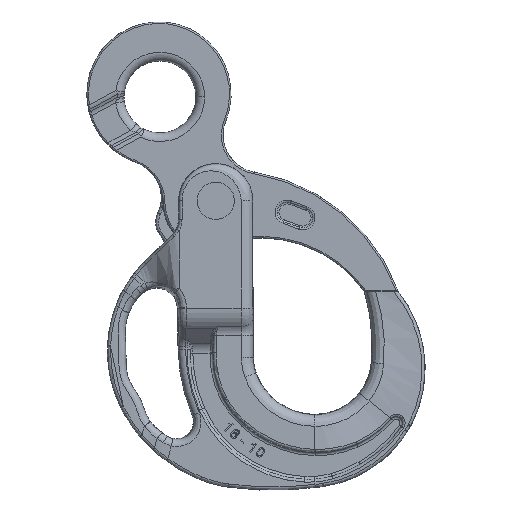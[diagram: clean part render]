
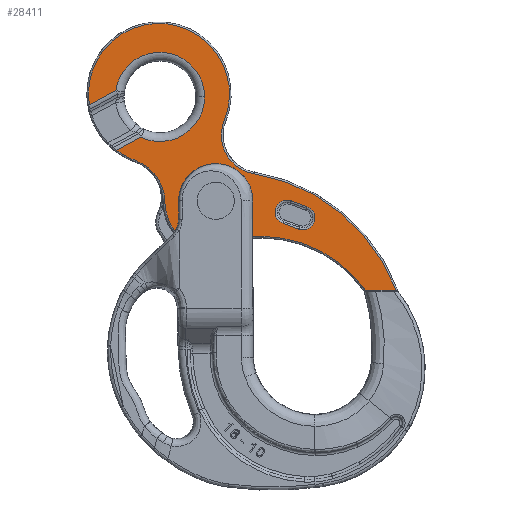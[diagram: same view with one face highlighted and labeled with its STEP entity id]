
A CAD part, left-side view. The second image highlights one B-rep face of the part: STEP entity #28411.
In plain terms, the highlighted planar face has unit normal (-1, 0, 0).
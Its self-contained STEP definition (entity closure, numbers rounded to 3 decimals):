
#24383=CARTESIAN_POINT('Vertex',(-10.25,-126.368,-62.86)) ;
#24386=CARTESIAN_POINT('Line Origine',(-10.25,-19.09,-62.86)) ;
#24390=CARTESIAN_POINT('Vertex',(-10.25,-105.122,-62.86)) ;
#27872=CARTESIAN_POINT('Axis2P3D Location',(-10.25,-31.404,-115.461)) ;
#27876=CARTESIAN_POINT('Vertex',(-10.25,-33.043,-24.915)) ;
#28237=CARTESIAN_POINT('Axis2P3D Location',(-10.25,0.,0.)) ;
#28243=CARTESIAN_POINT('Control Point',(-10.25,-126.33,-62.744)) ;
#28244=CARTESIAN_POINT('Control Point',(-10.25,-126.338,-62.767)) ;
#28245=CARTESIAN_POINT('Control Point',(-10.25,-126.347,-62.79)) ;
#28246=CARTESIAN_POINT('Control Point',(-10.25,-126.354,-62.813)) ;
#28247=CARTESIAN_POINT('Control Point',(-10.25,-126.361,-62.836)) ;
#28248=CARTESIAN_POINT('Control Point',(-10.25,-126.368,-62.86)) ;
#28249=CARTESIAN_POINT('Vertex',(-10.25,-126.33,-62.744)) ;
#28252=CARTESIAN_POINT('Axis2P3D Location',(-10.25,-5.663,-108.221)) ;
#28256=CARTESIAN_POINT('Vertex',(-10.25,-26.656,19.01)) ;
#28259=CARTESIAN_POINT('Axis2P3D Location',(-10.25,-31.078,45.81)) ;
#28263=CARTESIAN_POINT('Vertex',(-10.25,-5.937,56.09)) ;
#28266=CARTESIAN_POINT('Axis2P3D Location',(-10.25,39.799,74.792)) ;
#28270=CARTESIAN_POINT('Vertex',(-10.25,88.617,67.16)) ;
#28273=CARTESIAN_POINT('Line Origine',(-10.25,79.326,72.154)) ;
#28277=CARTESIAN_POINT('Vertex',(-10.25,70.035,77.147)) ;
#28280=CARTESIAN_POINT('Axis2P3D Location',(-10.25,39.097,72.742)) ;
#28284=CARTESIAN_POINT('Vertex',(-10.25,7.847,72.742)) ;
#28287=CARTESIAN_POINT('Axis2P3D Location',(-10.25,39.097,72.742)) ;
#28291=CARTESIAN_POINT('Vertex',(-10.25,52.492,44.508)) ;
#28294=CARTESIAN_POINT('Line Origine',(-10.25,61.02,39.924)) ;
#28298=CARTESIAN_POINT('Vertex',(-10.25,69.549,35.341)) ;
#28301=CARTESIAN_POINT('Axis2P3D Location',(-10.25,39.799,74.792)) ;
#28305=CARTESIAN_POINT('Vertex',(-10.25,56.382,28.246)) ;
#28308=CARTESIAN_POINT('Axis2P3D Location',(-10.25,66.84,-1.108)) ;
#28312=CARTESIAN_POINT('Vertex',(-10.25,35.683,-0.591)) ;
#28315=CARTESIAN_POINT('Axis2P3D Location',(-10.25,0.,0.)) ;
#28319=CARTESIAN_POINT('Vertex',(-10.25,10.074,-34.237)) ;
#28322=CARTESIAN_POINT('Axis2P3D Location',(-10.25,6.168,-20.961)) ;
#28326=CARTESIAN_POINT('Vertex',(-10.25,-0.21,-33.242)) ;
#28329=CARTESIAN_POINT('Axis2P3D Location',(-10.25,-38.303,-106.588)) ;
#28333=CARTESIAN_POINT('Vertex',(-10.25,-13.814,-27.652)) ;
#28336=CARTESIAN_POINT('Axis2P3D Location',(-10.25,-31.936,-86.067)) ;
#28359=CARTESIAN_POINT('Line Origine',(-10.25,-58.371,-2.106)) ;
#28363=CARTESIAN_POINT('Vertex',(-10.25,-52.873,-0.105)) ;
#28365=CARTESIAN_POINT('Vertex',(-10.25,-63.868,-4.107)) ;
#28368=CARTESIAN_POINT('Axis2P3D Location',(-10.25,-60.994,-12.002)) ;
#28372=CARTESIAN_POINT('Vertex',(-10.25,-58.121,-19.896)) ;
#28375=CARTESIAN_POINT('Line Origine',(-10.25,-52.624,-17.895)) ;
#28379=CARTESIAN_POINT('Vertex',(-10.25,-47.127,-15.895)) ;
#28382=CARTESIAN_POINT('Axis2P3D Location',(-10.25,-50.,-8.)) ;
#28393=CARTESIAN_POINT('Axis2P3D Location',(-10.25,0.,0.)) ;
#28397=CARTESIAN_POINT('Vertex',(-10.25,-25.285,0.)) ;
#28399=CARTESIAN_POINT('Vertex',(-10.25,25.285,0.)) ;
#28402=CARTESIAN_POINT('Axis2P3D Location',(-10.25,0.,0.)) ;
#24387=DIRECTION('Vector Direction',(0.,1.,0.)) ;
#27873=DIRECTION('Axis2P3D Direction',(1.,0.,-0.)) ;
#28238=DIRECTION('Axis2P3D Direction',(1.,0.,0.)) ;
#28239=DIRECTION('Axis2P3D XDirection',(0.,1.,0.)) ;
#28253=DIRECTION('Axis2P3D Direction',(1.,0.,0.)) ;
#28260=DIRECTION('Axis2P3D Direction',(1.,0.,0.)) ;
#28267=DIRECTION('Axis2P3D Direction',(1.,0.,0.)) ;
#28274=DIRECTION('Vector Direction',(0.,-0.881,0.473)) ;
#28281=DIRECTION('Axis2P3D Direction',(1.,0.,0.)) ;
#28288=DIRECTION('Axis2P3D Direction',(1.,0.,0.)) ;
#28295=DIRECTION('Vector Direction',(0.,0.881,-0.473)) ;
#28302=DIRECTION('Axis2P3D Direction',(1.,0.,0.)) ;
#28309=DIRECTION('Axis2P3D Direction',(1.,0.,0.)) ;
#28316=DIRECTION('Axis2P3D Direction',(1.,0.,0.)) ;
#28323=DIRECTION('Axis2P3D Direction',(1.,0.,0.)) ;
#28330=DIRECTION('Axis2P3D Direction',(1.,0.,0.)) ;
#28337=DIRECTION('Axis2P3D Direction',(1.,0.,0.)) ;
#28360=DIRECTION('Vector Direction',(0.,0.94,0.342)) ;
#28369=DIRECTION('Axis2P3D Direction',(1.,0.,0.)) ;
#28376=DIRECTION('Vector Direction',(0.,-0.94,-0.342)) ;
#28383=DIRECTION('Axis2P3D Direction',(1.,0.,0.)) ;
#28394=DIRECTION('Axis2P3D Direction',(1.,0.,0.)) ;
#28403=DIRECTION('Axis2P3D Direction',(1.,0.,0.)) ;
#27874=AXIS2_PLACEMENT_3D('Circle Axis2P3D',#27872,#27873,$) ;
#28240=AXIS2_PLACEMENT_3D('Plane Axis2P3D',#28237,#28238,#28239) ;
#28254=AXIS2_PLACEMENT_3D('Circle Axis2P3D',#28252,#28253,$) ;
#28261=AXIS2_PLACEMENT_3D('Circle Axis2P3D',#28259,#28260,$) ;
#28268=AXIS2_PLACEMENT_3D('Circle Axis2P3D',#28266,#28267,$) ;
#28282=AXIS2_PLACEMENT_3D('Circle Axis2P3D',#28280,#28281,$) ;
#28289=AXIS2_PLACEMENT_3D('Circle Axis2P3D',#28287,#28288,$) ;
#28303=AXIS2_PLACEMENT_3D('Circle Axis2P3D',#28301,#28302,$) ;
#28310=AXIS2_PLACEMENT_3D('Circle Axis2P3D',#28308,#28309,$) ;
#28317=AXIS2_PLACEMENT_3D('Circle Axis2P3D',#28315,#28316,$) ;
#28324=AXIS2_PLACEMENT_3D('Circle Axis2P3D',#28322,#28323,$) ;
#28331=AXIS2_PLACEMENT_3D('Circle Axis2P3D',#28329,#28330,$) ;
#28338=AXIS2_PLACEMENT_3D('Circle Axis2P3D',#28336,#28337,$) ;
#28370=AXIS2_PLACEMENT_3D('Circle Axis2P3D',#28368,#28369,$) ;
#28384=AXIS2_PLACEMENT_3D('Circle Axis2P3D',#28382,#28383,$) ;
#28395=AXIS2_PLACEMENT_3D('Circle Axis2P3D',#28393,#28394,$) ;
#28404=AXIS2_PLACEMENT_3D('Circle Axis2P3D',#28402,#28403,$) ;
#28342=ORIENTED_EDGE('',*,*,#24392,.F.) ;
#28343=ORIENTED_EDGE('',*,*,#28251,.F.) ;
#28344=ORIENTED_EDGE('',*,*,#28258,.F.) ;
#28345=ORIENTED_EDGE('',*,*,#28265,.F.) ;
#28346=ORIENTED_EDGE('',*,*,#28272,.F.) ;
#28347=ORIENTED_EDGE('',*,*,#28279,.F.) ;
#28348=ORIENTED_EDGE('',*,*,#28286,.F.) ;
#28349=ORIENTED_EDGE('',*,*,#28293,.F.) ;
#28350=ORIENTED_EDGE('',*,*,#28300,.T.) ;
#28351=ORIENTED_EDGE('',*,*,#28307,.F.) ;
#28352=ORIENTED_EDGE('',*,*,#28314,.F.) ;
#28353=ORIENTED_EDGE('',*,*,#28321,.F.) ;
#28354=ORIENTED_EDGE('',*,*,#28328,.F.) ;
#28355=ORIENTED_EDGE('',*,*,#28335,.F.) ;
#28356=ORIENTED_EDGE('',*,*,#28340,.F.) ;
#28357=ORIENTED_EDGE('',*,*,#27878,.F.) ;
#28388=ORIENTED_EDGE('',*,*,#28367,.T.) ;
#28389=ORIENTED_EDGE('',*,*,#28374,.T.) ;
#28390=ORIENTED_EDGE('',*,*,#28381,.T.) ;
#28391=ORIENTED_EDGE('',*,*,#28386,.T.) ;
#28408=ORIENTED_EDGE('',*,*,#28401,.T.) ;
#28409=ORIENTED_EDGE('',*,*,#28406,.T.) ;
#28392=FACE_BOUND('',#28387,.T.) ;
#28410=FACE_BOUND('',#28407,.T.) ;
#24388=VECTOR('Line Direction',#24387,1.) ;
#28275=VECTOR('Line Direction',#28274,1.) ;
#28296=VECTOR('Line Direction',#28295,1.) ;
#28361=VECTOR('Line Direction',#28360,1.) ;
#28377=VECTOR('Line Direction',#28376,1.) ;
#28411=ADVANCED_FACE('\X2\52A05DE55716\X0\',(#28358,#28392,#28410),#28241,.F.) ;
#28242=B_SPLINE_CURVE_WITH_KNOTS('',5,(#28243,#28244,#28245,#28246,#28247,#28248),.UNSPECIFIED.,.F.,.U.,(6,6),(5.896,6.058),.UNSPECIFIED.) ;
#27875=CIRCLE('generated circle',#27874,90.561) ;
#28255=CIRCLE('generated circle',#28254,128.952) ;
#28262=CIRCLE('generated circle',#28261,27.162) ;
#28269=CIRCLE('generated circle',#28268,49.411) ;
#28283=CIRCLE('generated circle',#28282,31.25) ;
#28290=CIRCLE('generated circle',#28289,31.25) ;
#28304=CIRCLE('generated circle',#28303,49.411) ;
#28311=CIRCLE('generated circle',#28310,31.162) ;
#28318=CIRCLE('generated circle',#28317,35.688) ;
#28325=CIRCLE('generated circle',#28324,13.838) ;
#28332=CIRCLE('generated circle',#28331,82.648) ;
#28339=CIRCLE('generated circle',#28338,61.162) ;
#28371=CIRCLE('generated circle',#28370,8.401) ;
#28385=CIRCLE('generated circle',#28384,8.401) ;
#28396=CIRCLE('generated circle',#28395,25.285) ;
#28405=CIRCLE('generated circle',#28404,25.285) ;
#24392=EDGE_CURVE('',#24384,#24391,#24389,.T.) ;
#27878=EDGE_CURVE('',#24391,#27877,#27875,.F.) ;
#28251=EDGE_CURVE('',#28250,#24384,#28242,.T.) ;
#28258=EDGE_CURVE('',#28257,#28250,#28255,.T.) ;
#28265=EDGE_CURVE('',#28264,#28257,#28262,.F.) ;
#28272=EDGE_CURVE('',#28271,#28264,#28269,.T.) ;
#28279=EDGE_CURVE('',#28278,#28271,#28276,.F.) ;
#28286=EDGE_CURVE('',#28285,#28278,#28283,.F.) ;
#28293=EDGE_CURVE('',#28292,#28285,#28290,.F.) ;
#28300=EDGE_CURVE('',#28292,#28299,#28297,.T.) ;
#28307=EDGE_CURVE('',#28306,#28299,#28304,.T.) ;
#28314=EDGE_CURVE('',#28313,#28306,#28311,.F.) ;
#28321=EDGE_CURVE('',#28320,#28313,#28318,.T.) ;
#28328=EDGE_CURVE('',#28327,#28320,#28325,.T.) ;
#28335=EDGE_CURVE('',#28334,#28327,#28332,.F.) ;
#28340=EDGE_CURVE('',#27877,#28334,#28339,.F.) ;
#28367=EDGE_CURVE('',#28364,#28366,#28362,.F.) ;
#28374=EDGE_CURVE('',#28366,#28373,#28371,.T.) ;
#28381=EDGE_CURVE('',#28373,#28380,#28378,.F.) ;
#28386=EDGE_CURVE('',#28380,#28364,#28385,.T.) ;
#28401=EDGE_CURVE('',#28398,#28400,#28396,.T.) ;
#28406=EDGE_CURVE('',#28400,#28398,#28405,.T.) ;
#28341=EDGE_LOOP('',(#28342,#28343,#28344,#28345,#28346,#28347,#28348,#28349,#28350,#28351,#28352,#28353,#28354,#28355,#28356,#28357)) ;
#28387=EDGE_LOOP('',(#28388,#28389,#28390,#28391)) ;
#28407=EDGE_LOOP('',(#28408,#28409)) ;
#28358=FACE_OUTER_BOUND('',#28341,.T.) ;
#24389=LINE('Line',#24386,#24388) ;
#28276=LINE('Line',#28273,#28275) ;
#28297=LINE('Line',#28294,#28296) ;
#28362=LINE('Line',#28359,#28361) ;
#28378=LINE('Line',#28375,#28377) ;
#28241=PLANE('',#28240) ;
#24384=VERTEX_POINT('',#24383) ;
#24391=VERTEX_POINT('',#24390) ;
#27877=VERTEX_POINT('',#27876) ;
#28250=VERTEX_POINT('',#28249) ;
#28257=VERTEX_POINT('',#28256) ;
#28264=VERTEX_POINT('',#28263) ;
#28271=VERTEX_POINT('',#28270) ;
#28278=VERTEX_POINT('',#28277) ;
#28285=VERTEX_POINT('',#28284) ;
#28292=VERTEX_POINT('',#28291) ;
#28299=VERTEX_POINT('',#28298) ;
#28306=VERTEX_POINT('',#28305) ;
#28313=VERTEX_POINT('',#28312) ;
#28320=VERTEX_POINT('',#28319) ;
#28327=VERTEX_POINT('',#28326) ;
#28334=VERTEX_POINT('',#28333) ;
#28364=VERTEX_POINT('',#28363) ;
#28366=VERTEX_POINT('',#28365) ;
#28373=VERTEX_POINT('',#28372) ;
#28380=VERTEX_POINT('',#28379) ;
#28398=VERTEX_POINT('',#28397) ;
#28400=VERTEX_POINT('',#28399) ;
